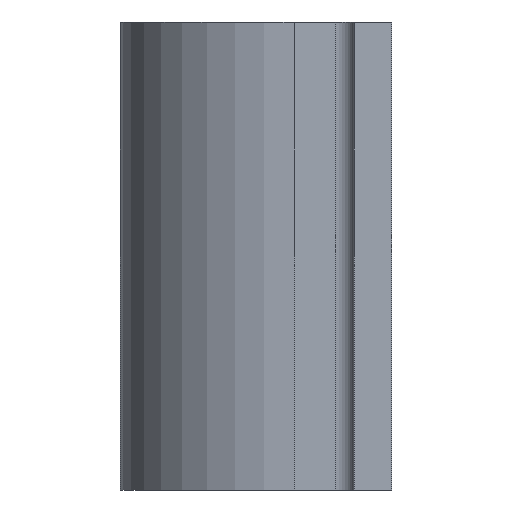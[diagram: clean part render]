
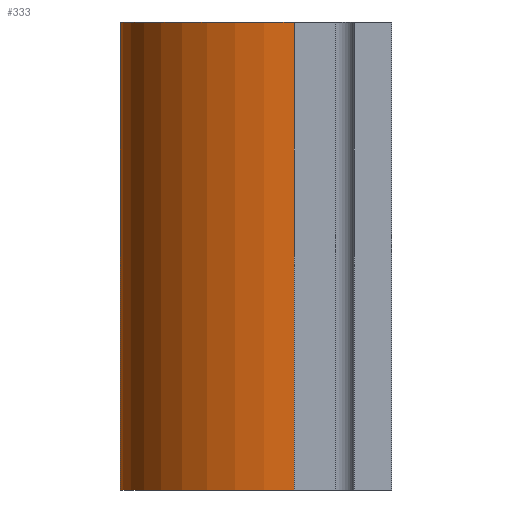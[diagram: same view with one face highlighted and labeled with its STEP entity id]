
A CAD part, left-side view. The second image highlights one B-rep face of the part: STEP entity #333.
In plain terms, the highlighted cylindrical face has radius 7.074 mm (diameter 14.148 mm), a partial arc.
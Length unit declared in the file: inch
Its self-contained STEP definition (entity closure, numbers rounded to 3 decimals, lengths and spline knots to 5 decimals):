
#42 = ORIENTED_EDGE ( 'NONE', *, *, #450, .F. ) ;
#72 = CIRCLE ( 'NONE', #94, 0.2785 ) ;
#83 = LINE ( 'NONE', #281, #457 ) ;
#91 = EDGE_LOOP ( 'NONE', ( #42, #244, #366, #93 ) ) ;
#93 = ORIENTED_EDGE ( 'NONE', *, *, #358, .T. ) ;
#94 = AXIS2_PLACEMENT_3D ( 'NONE', #405, #363, #322 ) ;
#96 = FACE_OUTER_BOUND ( 'NONE', #91, .T. ) ;
#119 = CARTESIAN_POINT ( 'NONE',  ( 1.3405, 0.1565, 0.375 ) ) ;
#123 = AXIS2_PLACEMENT_3D ( 'NONE', #311, #307, #217 ) ;
#217 = DIRECTION ( 'NONE',  ( -1., 0., 0. ) ) ;
#236 = DIRECTION ( 'NONE',  ( 1., 0., 0. ) ) ;
#244 = ORIENTED_EDGE ( 'NONE', *, *, #446, .F. ) ;
#272 = DIRECTION ( 'NONE',  ( 0., 0., -1. ) ) ;
#281 = CARTESIAN_POINT ( 'NONE',  ( 1.3405, 0.1565, 0.375 ) ) ;
#285 = CARTESIAN_POINT ( 'NONE',  ( 0.7835, 0.1565, 0.375 ) ) ;
#289 = LINE ( 'NONE', #285, #381 ) ;
#307 = DIRECTION ( 'NONE',  ( 0., 0., -1. ) ) ;
#311 = CARTESIAN_POINT ( 'NONE',  ( 1.062, 0.1565, 0.375 ) ) ;
#321 = VERTEX_POINT ( 'NONE', #537 ) ;
#322 = DIRECTION ( 'NONE',  ( 1., 0., 0. ) ) ;
#326 = DIRECTION ( 'NONE',  ( 0., 0., -1. ) ) ;
#328 = DIRECTION ( 'NONE',  ( 0., 0., -1. ) ) ;
#333 = ADVANCED_FACE ( 'NONE', ( #96 ), #352, .T. ) ;
#352 = CYLINDRICAL_SURFACE ( 'NONE', #123, 0.2785 ) ;
#358 = EDGE_CURVE ( 'NONE', #473, #400, #83, .T. ) ;
#362 = CARTESIAN_POINT ( 'NONE',  ( 0.7835, 0.1565, 0.375 ) ) ;
#363 = DIRECTION ( 'NONE',  ( 0., 0., -1. ) ) ;
#366 = ORIENTED_EDGE ( 'NONE', *, *, #392, .T. ) ;
#370 = CARTESIAN_POINT ( 'NONE',  ( 1.062, 0.1565, 0.375 ) ) ;
#381 = VECTOR ( 'NONE', #272, 39.37008 ) ;
#392 = EDGE_CURVE ( 'NONE', #442, #473, #480, .T. ) ;
#400 = VERTEX_POINT ( 'NONE', #414 ) ;
#405 = CARTESIAN_POINT ( 'NONE',  ( 1.062, 0.1565, -0.375 ) ) ;
#414 = CARTESIAN_POINT ( 'NONE',  ( 1.3405, 0.1565, -0.375 ) ) ;
#442 = VERTEX_POINT ( 'NONE', #362 ) ;
#446 = EDGE_CURVE ( 'NONE', #442, #321, #289, .T. ) ;
#450 = EDGE_CURVE ( 'NONE', #321, #400, #72, .T. ) ;
#457 = VECTOR ( 'NONE', #326, 39.37008 ) ;
#473 = VERTEX_POINT ( 'NONE', #119 ) ;
#480 = CIRCLE ( 'NONE', #540, 0.2785 ) ;
#537 = CARTESIAN_POINT ( 'NONE',  ( 0.7835, 0.1565, -0.375 ) ) ;
#540 = AXIS2_PLACEMENT_3D ( 'NONE', #370, #328, #236 ) ;
